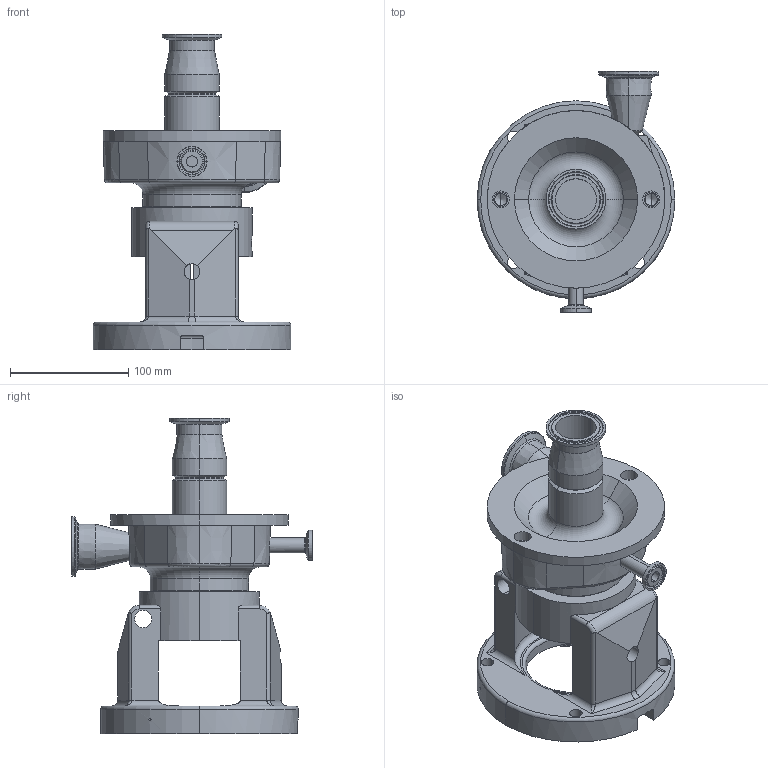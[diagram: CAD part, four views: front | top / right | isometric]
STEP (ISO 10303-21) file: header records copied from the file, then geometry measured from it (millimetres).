
FILE_DESCRIPTION (( 'STEP AP214' ), '1' );
FILE_NAME ('FPX 701-702 56-140TC VERT 1-2 In STRAIGHT DRAIN.STEP', '2022-12-16T20:21:51', ( '' ), ( '' ), 'SwSTEP 2.0', 'SolidWorks 2021', '' );
FILE_SCHEMA (( 'AUTOMOTIVE_DESIGN' ));
Length unit declared in the file: millimetre
Products named in the file (2): FPX 700 56-140TC VERT 1-2 In STRAIGHT DRAIN^1275000073.STEP; FPX 701-702 56-140TC VERT 1-2 In STRAIGHT DRAIN
Assembly tree (1 placements, depth 2):
  FPX 701-702 56-140TC VERT 1-2 In STRAIGHT DRAIN
    FPX 700 56-140TC VERT 1-2 In STRAIGHT DRAIN^1275000073.STEP
Bounding box: 167 x 203.5 x 266.6 mm (x, y, z)
Volume: 1522646.8 mm3; surface area: 239044.5 mm2
Topology: 1 solids, 1 shells, 372 faces, 902 edges, 533 vertices
Faces by surface type: cylinder 153, torus 79, plane 67, cone 66, bspline 6, sphere 1
Entity records: 15945 total; most frequent: CARTESIAN_POINT 7068, DIRECTION 2010, ORIENTED_EDGE 1778, EDGE_CURVE 889, AXIS2_PLACEMENT_3D 833, VERTEX_POINT 533, CIRCLE 463, EDGE_LOOP 410
